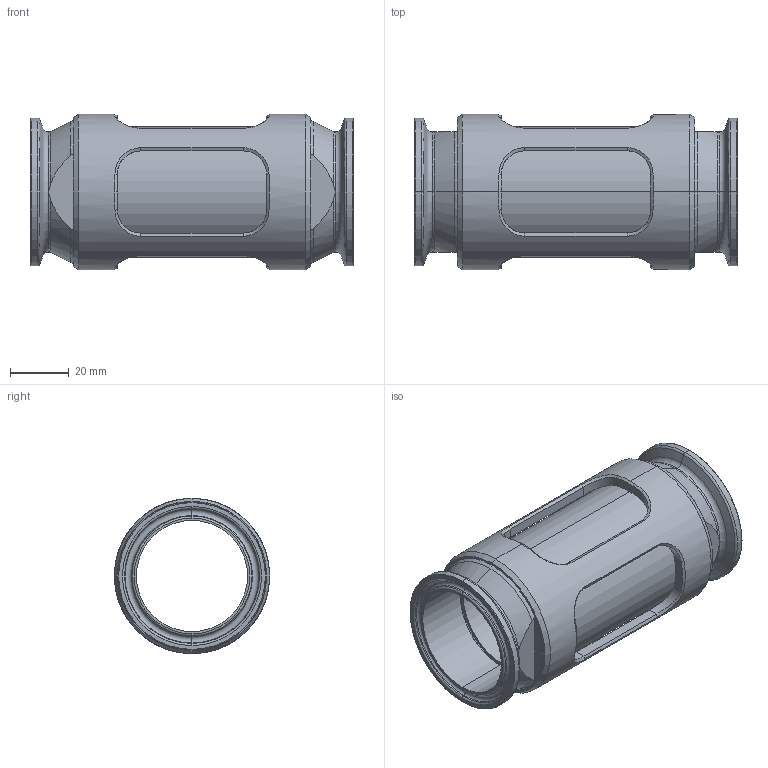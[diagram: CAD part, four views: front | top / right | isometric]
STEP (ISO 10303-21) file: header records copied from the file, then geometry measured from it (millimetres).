
FILE_DESCRIPTION (( 'STEP AP214' ), '1' );
FILE_NAME ('SG.SV.D040.STEP', '2020-02-10T14:29:46', ( '' ), ( '' ), 'SwSTEP 2.0', 'SolidWorks 2019', '' );
FILE_SCHEMA (( 'AUTOMOTIVE_DESIGN' ));
Length unit declared in the file: millimetre
Products named in the file (6): SG.SV.D040; DIN 32676 - STD - VFI - GLASS_DN40; C0444 - SVFI FLANGE ENDS_DN40; C0444 - VFI ORINGS_DN40S; C0444 - VFI ORINGS_DN40C; C0444 - SVFI BODIES_DN40
Assembly tree (8 placements, depth 2):
  SG.SV.D040
    C0444 - SVFI BODIES_DN40
    C0444 - VFI ORINGS_DN40S  x2
    C0444 - SVFI FLANGE ENDS_DN40  x2
    C0444 - VFI ORINGS_DN40C  x2
    DIN 32676 - STD - VFI - GLASS_DN40
Bounding box: 110 x 53 x 53 mm (x, y, z)
Volume: 71269.4 mm3; surface area: 61900.3 mm2
Topology: 8 solids, 8 shells, 324 faces, 766 edges, 464 vertices
Faces by surface type: cylinder 96, torus 88, plane 60, cone 52, bspline 28
Entity records: 15812 total; most frequent: CARTESIAN_POINT 10250, ORIENTED_EDGE 1148, DIRECTION 1103, EDGE_CURVE 574, AXIS2_PLACEMENT_3D 477, VERTEX_POINT 349, EDGE_LOOP 265, CIRCLE 250
